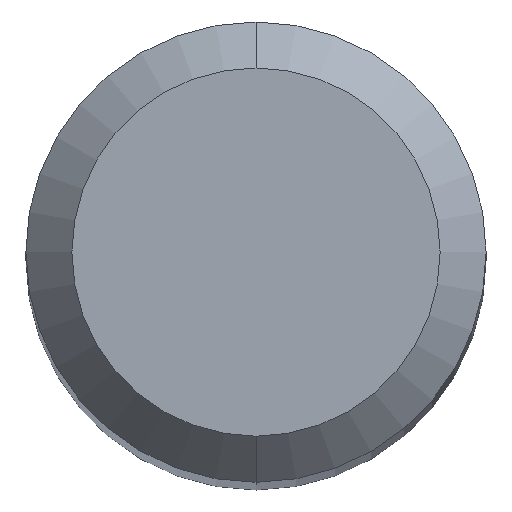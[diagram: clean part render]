
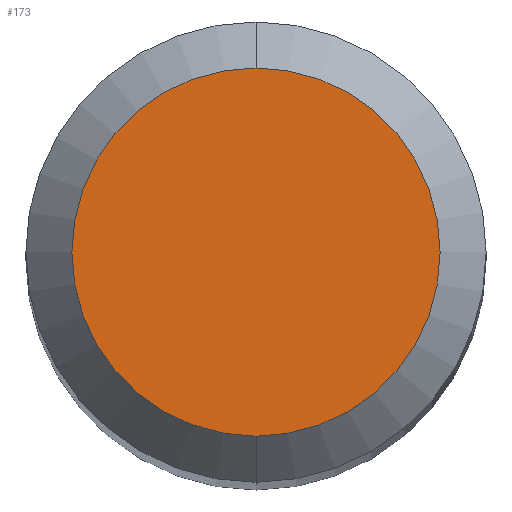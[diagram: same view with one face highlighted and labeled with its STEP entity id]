
A CAD part, top view. The second image highlights one B-rep face of the part: STEP entity #173.
In plain terms, the highlighted planar face has unit normal (0, 0, 1).
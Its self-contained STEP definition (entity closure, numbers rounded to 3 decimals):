
#173=ADVANCED_FACE('',(#464),#465,.T.);
#255=EDGE_CURVE('',#375,#289,#554,.T.);
#289=VERTEX_POINT('',#592);
#337=EDGE_CURVE('',#289,#375,#641,.T.);
#375=VERTEX_POINT('',#684);
#464=FACE_OUTER_BOUND('',#778,.T.);
#465=PLANE('',#779);
#554=CIRCLE('',#996,1.2);
#592=CARTESIAN_POINT('',(0.,-1.2,27.978));
#641=CIRCLE('',#1178,1.2);
#684=CARTESIAN_POINT('',(0.0,1.2,27.978));
#778=EDGE_LOOP('',(#1430,#1431));
#779=AXIS2_PLACEMENT_3D('',#1432,#1433,#1434);
#996=AXIS2_PLACEMENT_3D('',#1526,#1527,#1528);
#1178=AXIS2_PLACEMENT_3D('',#1595,#1596,#1597);
#1430=ORIENTED_EDGE('',*,*,#255,.F.);
#1431=ORIENTED_EDGE('',*,*,#337,.F.);
#1432=CARTESIAN_POINT('',(0.0,0.6,27.978));
#1433=DIRECTION('',(-0.0,0.0,1.0));
#1434=DIRECTION('',(0.0,-1.0,0.0));
#1526=CARTESIAN_POINT('',(0.0,0.0,27.978));
#1527=DIRECTION('',(0.0,0.0,-1.0));
#1528=DIRECTION('',(0.0,1.0,0.0));
#1595=CARTESIAN_POINT('',(0.0,0.0,27.978));
#1596=DIRECTION('',(0.0,0.0,-1.0));
#1597=DIRECTION('',(0.0,1.0,0.0));
